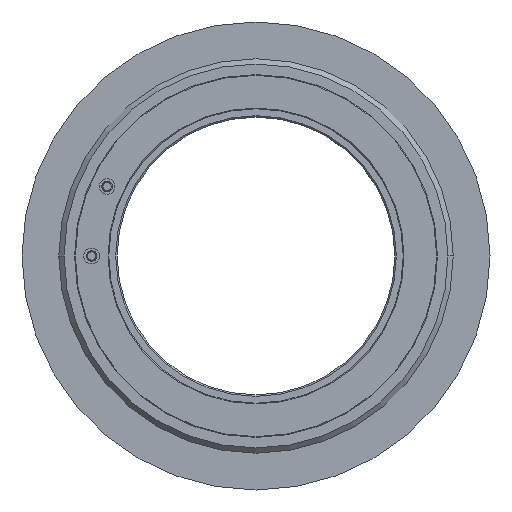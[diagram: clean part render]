
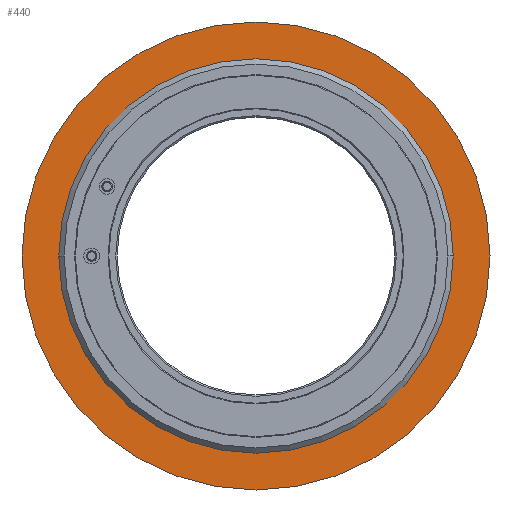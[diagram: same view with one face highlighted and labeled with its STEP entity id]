
A CAD part, left-side view. The second image highlights one B-rep face of the part: STEP entity #440.
In plain terms, the highlighted planar face has unit normal (-1, 0, 0).
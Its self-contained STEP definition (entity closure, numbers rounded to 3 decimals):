
#360 = EDGE_CURVE( '', #858, #558, #1021, .T. );
#440 = ADVANCED_FACE( '', ( #1111, #1112 ), #1113, .T. );
#444 = VERTEX_POINT( '', #1117 );
#484 = VERTEX_POINT( '', #1162 );
#558 = VERTEX_POINT( '', #1248 );
#664 = EDGE_CURVE( '', #484, #444, #1365, .T. );
#768 = EDGE_CURVE( '', #558, #858, #1487, .T. );
#780 = EDGE_CURVE( '', #444, #484, #1499, .T. );
#858 = VERTEX_POINT( '', #1586 );
#1021 = CIRCLE( '', #1759, 222.5 );
#1111 = FACE_BOUND( '', #1870, .T. );
#1112 = FACE_OUTER_BOUND( '', #1871, .T. );
#1113 = PLANE( '', #1872 );
#1117 = CARTESIAN_POINT( '', ( -5., 187.5, 0. ) );
#1162 = CARTESIAN_POINT( '', ( -5., -187.5, 0. ) );
#1248 = CARTESIAN_POINT( '', ( -5., -222.5, 0. ) );
#1365 = CIRCLE( '', #2193, 187.5 );
#1487 = CIRCLE( '', #2350, 222.5 );
#1499 = CIRCLE( '', #2367, 187.5 );
#1586 = CARTESIAN_POINT( '', ( -5., 222.5, 0. ) );
#1759 = AXIS2_PLACEMENT_3D( '', #2678, #2679, #2680 );
#1870 = EDGE_LOOP( '', ( #2798, #2799 ) );
#1871 = EDGE_LOOP( '', ( #2800, #2801 ) );
#1872 = AXIS2_PLACEMENT_3D( '', #2802, #2803, #2804 );
#2193 = AXIS2_PLACEMENT_3D( '', #3145, #3146, #3147 );
#2350 = AXIS2_PLACEMENT_3D( '', #3330, #3331, #3332 );
#2367 = AXIS2_PLACEMENT_3D( '', #3340, #3341, #3342 );
#2678 = CARTESIAN_POINT( '', ( -5., 0., 0. ) );
#2679 = DIRECTION( '', ( -1., 0., 0. ) );
#2680 = DIRECTION( '', ( 0., 1., 0. ) );
#2798 = ORIENTED_EDGE( '', *, *, #780, .F. );
#2799 = ORIENTED_EDGE( '', *, *, #664, .F. );
#2800 = ORIENTED_EDGE( '', *, *, #360, .T. );
#2801 = ORIENTED_EDGE( '', *, *, #768, .T. );
#2802 = CARTESIAN_POINT( '', ( -5., 205., 0. ) );
#2803 = DIRECTION( '', ( -1., 0., 0. ) );
#2804 = DIRECTION( '', ( 0., 1., 0. ) );
#3145 = CARTESIAN_POINT( '', ( -5., 0., 0. ) );
#3146 = DIRECTION( '', ( -1., 0., 0. ) );
#3147 = DIRECTION( '', ( 0., 1., 0. ) );
#3330 = CARTESIAN_POINT( '', ( -5., 0., 0. ) );
#3331 = DIRECTION( '', ( -1., 0., 0. ) );
#3332 = DIRECTION( '', ( 0., 1., 0. ) );
#3340 = CARTESIAN_POINT( '', ( -5., 0., 0. ) );
#3341 = DIRECTION( '', ( -1., 0., 0. ) );
#3342 = DIRECTION( '', ( 0., 1., 0. ) );
